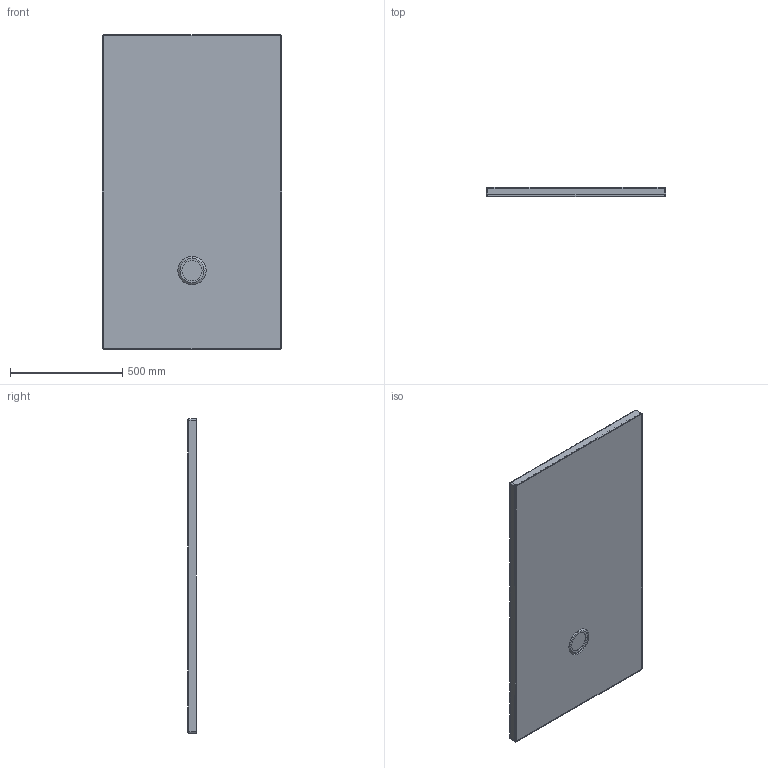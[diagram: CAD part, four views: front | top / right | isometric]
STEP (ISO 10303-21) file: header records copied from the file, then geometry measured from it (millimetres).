
FILE_DESCRIPTION((''),'2;1');
FILE_NAME('PLANEO140X80_22042019_ASM','2019-04-23T16:37:36',('grootj'),('Villeroy & Boch Wellness bv'),'CREO PARAMETRIC BY PTC INC, 2018020','CREO PARAMETRIC BY PTC INC, 2018020','');
FILE_SCHEMA(('CONFIG_CONTROL_DESIGN'));
Length unit declared in the file: millimetre
Products named in the file (4): COLMAR140X80_1-3DEGREE25072018; COVER-CLOSED07102016; PUR_PLANEO140X80_23042019; PLANEO140X80_22042019_ASM
Assembly tree (3 placements, depth 2):
  PLANEO140X80_22042019_ASM
    COLMAR140X80_1-3DEGREE25072018
    COVER-CLOSED07102016
    PUR_PLANEO140X80_23042019
Bounding box: 800 x 40.1 x 1400 mm (x, y, z)
Volume: 13156801.5 mm3; surface area: 4800501.1 mm2
Topology: 3 solids, 3 shells, 278 faces, 648 edges, 380 vertices
Faces by surface type: bspline 192, cylinder 40, plane 30, torus 12, cone 4
Entity records: 17593 total; most frequent: CARTESIAN_POINT 12421, ORIENTED_EDGE 1296, DIRECTION 664, EDGE_CURVE 648, VERTEX_POINT 380, B_SPLINE_CURVE_WITH_KNOTS 341, EDGE_LOOP 286, FACE_OUTER_BOUND 278
